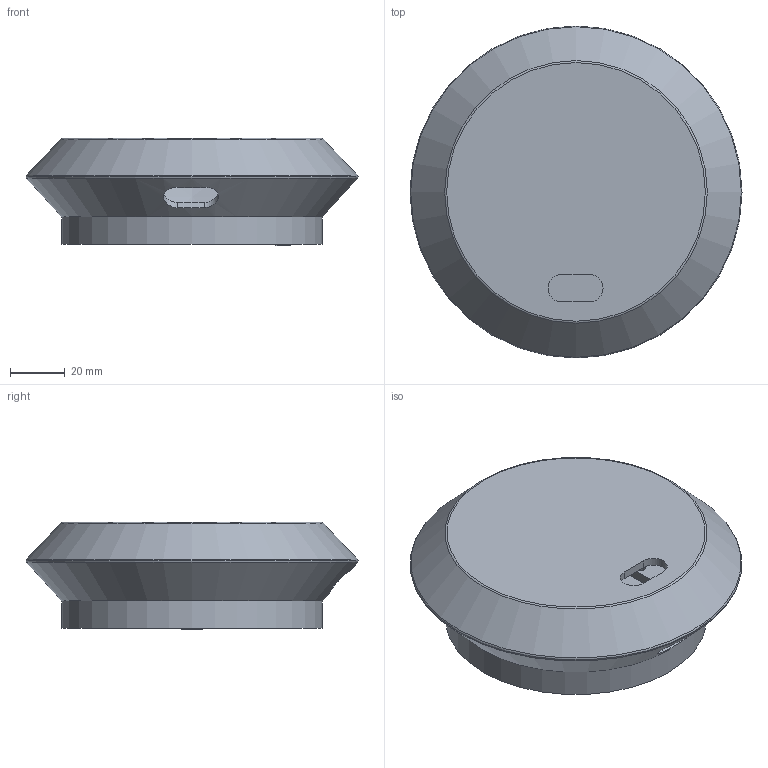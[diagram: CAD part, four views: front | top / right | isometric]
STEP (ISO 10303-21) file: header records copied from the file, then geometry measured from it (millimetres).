
FILE_DESCRIPTION(('TFLEX Exchange Step'),'2;1');
FILE_NAME('3D Сборка 3.stp', '2025-12-04T10:50:41+03:00',('student'),('Unknown organisation'),'TFLEX Exchange 2022.2','T-FLEX CAD','Unknown authorisation');
FILE_SCHEMA( ('AUTOMOTIVE_DESIGN { 1 0 10303 214 1 1 1 1 }') );
Length unit declared in the file: millimetre
Products named in the file (3): 3D фрагмент_2; 3D фрагмент_1; 3D Сборка 3
Assembly tree (2 placements, depth 2):
  3D Сборка 3
    3D фрагмент_2
    3D фрагмент_1
Bounding box: 120.85 x 120.85 x 39.18 mm (x, y, z)
Volume: 90680.9 mm3; surface area: 58579.7 mm2
Topology: 5 solids, 5 shells, 64 faces, 153 edges, 102 vertices
Faces by surface type: plane 46, cylinder 11, cone 4, torus 3
Full cylindrical faces by diameter (mm): 3 x2, 95 x1
Entity records: 2333 total; most frequent: CARTESIAN_POINT 733, DIRECTION 318, ORIENTED_EDGE 306, EDGE_CURVE 153, VECTOR 110, LINE 110, AXIS2_PLACEMENT_3D 104, VERTEX_POINT 102
